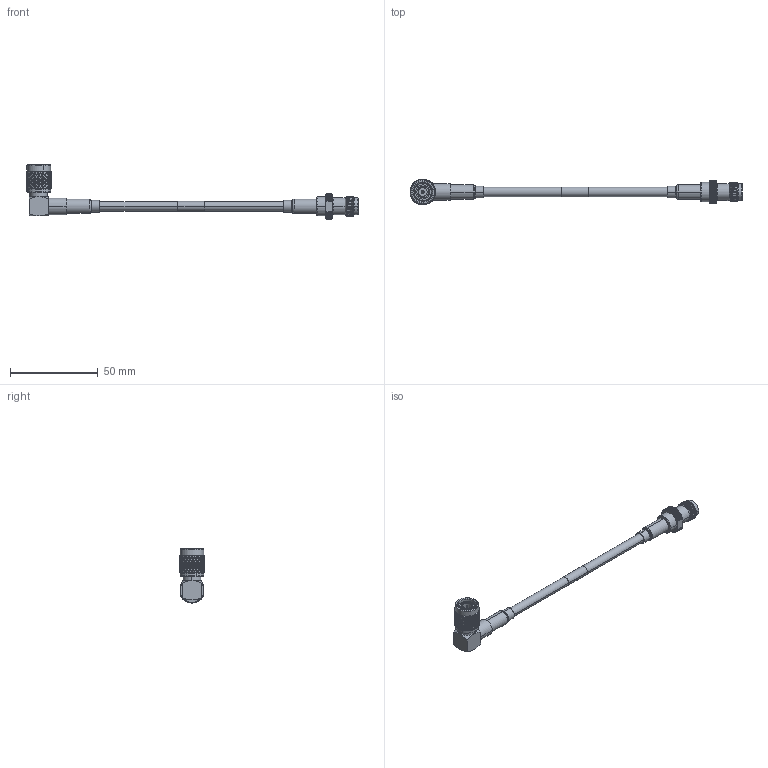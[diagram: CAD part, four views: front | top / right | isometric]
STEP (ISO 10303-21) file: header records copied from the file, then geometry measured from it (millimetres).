
FILE_DESCRIPTION (( 'STEP AP203' ), '1' );
FILE_NAME ('FMCA2765.STEP', '2022-03-09T19:47:09', ( '' ), ( '' ), 'SwSTEP 2.0', 'SolidWorks 2021', '' );
FILE_SCHEMA (( 'CONFIG_CONTROL_DESIGN' ));
Products named in the file (5): FMCN1752_WITH FERRULE; FMCA2765; CA-240-MA1_.75" Long; RG223_with label; SC4264_1
Assembly tree (5 placements, depth 2):
  FMCA2765
    RG223_with label
    CA-240-MA1_.75" Long  x2
    SC4264_1
    FMCN1752_WITH FERRULE
Bounding box: 189.46 x 14.5 x 30.84 mm (x, y, z)
Volume: 9502.5 mm3; surface area: 10403.3 mm2
Topology: 8 solids, 8 shells, 3040 faces, 6477 edges, 3472 vertices
Faces by surface type: bspline 2008, cylinder 670, plane 186, cone 158, torus 18
Entity records: 114033 total; most frequent: CARTESIAN_POINT 71646, ORIENTED_EDGE 12866, EDGE_CURVE 6433, DIRECTION 3539, VERTEX_POINT 3448, EDGE_LOOP 3045, FACE_OUTER_BOUND 3018, ADVANCED_FACE 3018
